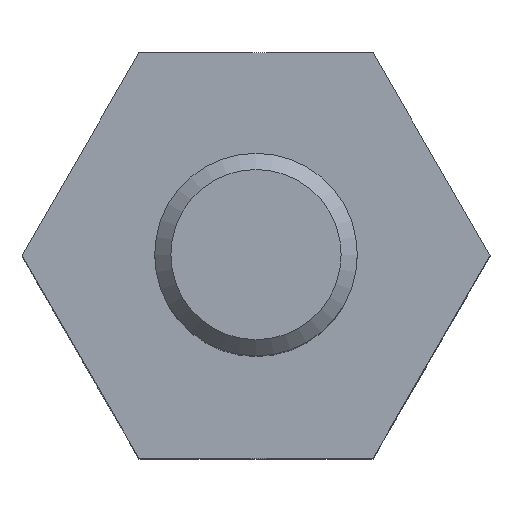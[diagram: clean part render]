
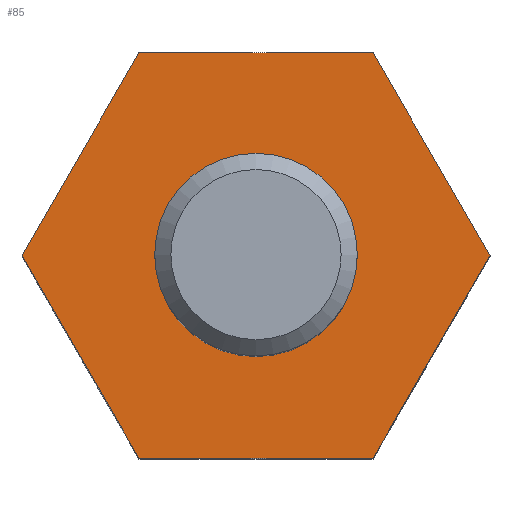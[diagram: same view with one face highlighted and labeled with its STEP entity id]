
A CAD part, top view. The second image highlights one B-rep face of the part: STEP entity #85.
In plain terms, the highlighted planar face has unit normal (0, 0, 1).
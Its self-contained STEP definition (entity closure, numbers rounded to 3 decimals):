
#85 = ADVANCED_FACE( '', ( #178, #179 ), #180, .T. );
#178 = FACE_BOUND( '', #272, .T. );
#179 = FACE_OUTER_BOUND( '', #273, .T. );
#180 = PLANE( '', #274 );
#272 = EDGE_LOOP( '', ( #429 ) );
#273 = EDGE_LOOP( '', ( #430, #431, #432, #433, #434, #435 ) );
#274 = AXIS2_PLACEMENT_3D( '', #436, #437, #438 );
#429 = ORIENTED_EDGE( '', *, *, #526, .T. );
#430 = ORIENTED_EDGE( '', *, *, #502, .T. );
#431 = ORIENTED_EDGE( '', *, *, #512, .T. );
#432 = ORIENTED_EDGE( '', *, *, #540, .T. );
#433 = ORIENTED_EDGE( '', *, *, #529, .T. );
#434 = ORIENTED_EDGE( '', *, *, #515, .T. );
#435 = ORIENTED_EDGE( '', *, *, #493, .T. );
#436 = CARTESIAN_POINT( '', ( 0., 0., 8. ) );
#437 = DIRECTION( '', ( 0., 0., 1. ) );
#438 = DIRECTION( '', ( 1., 0., 0. ) );
#493 = EDGE_CURVE( '', #570, #568, #571, .T. );
#502 = EDGE_CURVE( '', #568, #583, #585, .T. );
#512 = EDGE_CURVE( '', #583, #598, #600, .T. );
#515 = EDGE_CURVE( '', #604, #570, #605, .T. );
#526 = EDGE_CURVE( '', #618, #618, #619, .F. );
#529 = EDGE_CURVE( '', #622, #604, #623, .T. );
#540 = EDGE_CURVE( '', #598, #622, #635, .T. );
#568 = VERTEX_POINT( '', #684 );
#570 = VERTEX_POINT( '', #687 );
#571 = LINE( '', #688, #689 );
#583 = VERTEX_POINT( '', #719 );
#585 = LINE( '', #722, #723 );
#598 = VERTEX_POINT( '', #748 );
#600 = LINE( '', #751, #752 );
#604 = VERTEX_POINT( '', #763 );
#605 = LINE( '', #764, #765 );
#618 = VERTEX_POINT( '', #784 );
#619 = CIRCLE( '', #785, 1.104 );
#622 = VERTEX_POINT( '', #793 );
#623 = LINE( '', #794, #795 );
#635 = LINE( '', #813, #814 );
#684 = CARTESIAN_POINT( '', ( 1.443, 2.5, 8. ) );
#687 = CARTESIAN_POINT( '', ( 2.887, 0., 8. ) );
#688 = CARTESIAN_POINT( '', ( 2.887, 0., 8. ) );
#689 = VECTOR( '', #837, 1000. );
#719 = CARTESIAN_POINT( '', ( -1.443, 2.5, 8. ) );
#722 = CARTESIAN_POINT( '', ( 1.443, 2.5, 8. ) );
#723 = VECTOR( '', #843, 1000. );
#748 = CARTESIAN_POINT( '', ( -2.887, 0., 8. ) );
#751 = CARTESIAN_POINT( '', ( -1.443, 2.5, 8. ) );
#752 = VECTOR( '', #854, 1000. );
#763 = CARTESIAN_POINT( '', ( 1.443, -2.5, 8. ) );
#764 = CARTESIAN_POINT( '', ( 1.443, -2.5, 8. ) );
#765 = VECTOR( '', #855, 1000. );
#784 = CARTESIAN_POINT( '', ( 1.104, 0., 8. ) );
#785 = AXIS2_PLACEMENT_3D( '', #872, #873, #874 );
#793 = CARTESIAN_POINT( '', ( -1.443, -2.5, 8. ) );
#794 = CARTESIAN_POINT( '', ( -1.443, -2.5, 8. ) );
#795 = VECTOR( '', #875, 1000. );
#813 = CARTESIAN_POINT( '', ( -2.887, 0., 8. ) );
#814 = VECTOR( '', #883, 1000. );
#837 = DIRECTION( '', ( -0.5, 0.866, 0. ) );
#843 = DIRECTION( '', ( -1., 0., 0. ) );
#854 = DIRECTION( '', ( -0.5, -0.866, 0. ) );
#855 = DIRECTION( '', ( 0.5, 0.866, 0. ) );
#872 = CARTESIAN_POINT( '', ( 0., 0., 8. ) );
#873 = DIRECTION( '', ( 0., 0., 1. ) );
#874 = DIRECTION( '', ( 1., 0., 0. ) );
#875 = DIRECTION( '', ( 1., 0., 0. ) );
#883 = DIRECTION( '', ( 0.5, -0.866, 0. ) );
